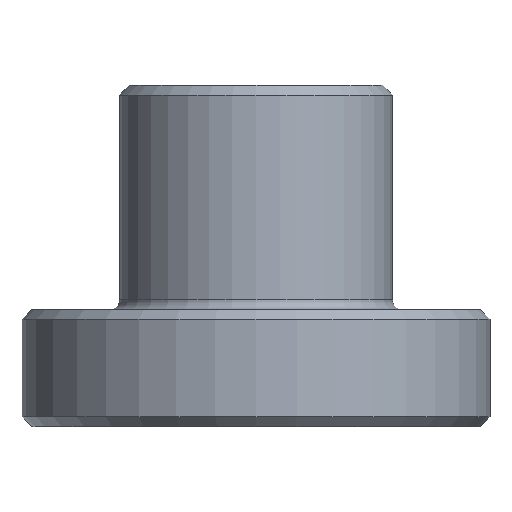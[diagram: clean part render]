
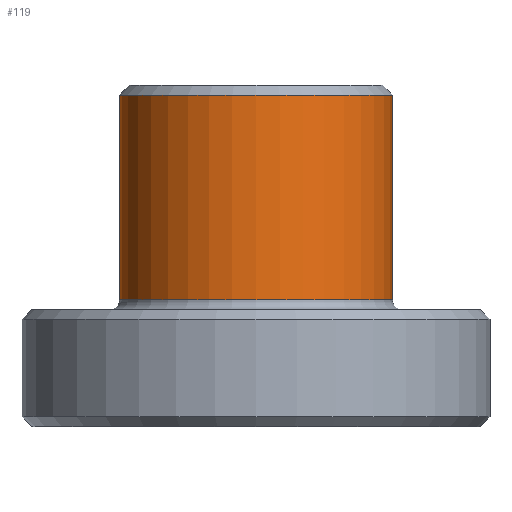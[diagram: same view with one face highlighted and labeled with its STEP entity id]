
A CAD part, front view. The second image highlights one B-rep face of the part: STEP entity #119.
In plain terms, the highlighted cylindrical face has radius 14 mm (diameter 28 mm), a partial arc.
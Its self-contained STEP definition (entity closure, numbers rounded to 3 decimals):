
#4 = DIRECTION ( 'NONE',  ( 0., 0., -1. ) ) ;
#51 = ORIENTED_EDGE ( 'NONE', *, *, #400, .T. ) ;
#59 = AXIS2_PLACEMENT_3D ( 'NONE', #179, #570, #728 ) ;
#92 = VECTOR ( 'NONE', #535, 1000. ) ;
#96 = EDGE_LOOP ( 'NONE', ( #1007, #51, #555, #686 ) ) ;
#119 = ADVANCED_FACE ( 'NONE', ( #653 ), #906, .T. ) ;
#173 = CARTESIAN_POINT ( 'NONE',  ( 0., 0., -45.177 ) ) ;
#174 = AXIS2_PLACEMENT_3D ( 'NONE', #229, #538, #689 ) ;
#179 = CARTESIAN_POINT ( 'NONE',  ( 0., 0., 13. ) ) ;
#221 = CARTESIAN_POINT ( 'NONE',  ( -14., 0., -45.177 ) ) ;
#229 = CARTESIAN_POINT ( 'NONE',  ( 0., 0., 34. ) ) ;
#322 = DIRECTION ( 'NONE',  ( -1., 0., 0. ) ) ;
#335 = VERTEX_POINT ( 'NONE', #861 ) ;
#365 = VERTEX_POINT ( 'NONE', #377 ) ;
#377 = CARTESIAN_POINT ( 'NONE',  ( 14., 0., 13. ) ) ;
#400 = EDGE_CURVE ( 'NONE', #335, #1015, #821, .T. ) ;
#401 = DIRECTION ( 'NONE',  ( 0., 0., -1. ) ) ;
#454 = EDGE_CURVE ( 'NONE', #1015, #736, #943, .T. ) ;
#457 = LINE ( 'NONE', #848, #786 ) ;
#500 = CARTESIAN_POINT ( 'NONE',  ( -14., 0., 34. ) ) ;
#509 = EDGE_CURVE ( 'NONE', #736, #365, #939, .T. ) ;
#535 = DIRECTION ( 'NONE',  ( 0., 0., -1. ) ) ;
#538 = DIRECTION ( 'NONE',  ( 0., 0., -1. ) ) ;
#555 = ORIENTED_EDGE ( 'NONE', *, *, #454, .T. ) ;
#570 = DIRECTION ( 'NONE',  ( 0., 0., 1. ) ) ;
#653 = FACE_OUTER_BOUND ( 'NONE', #96, .T. ) ;
#686 = ORIENTED_EDGE ( 'NONE', *, *, #509, .T. ) ;
#689 = DIRECTION ( 'NONE',  ( 1., 0., 0. ) ) ;
#728 = DIRECTION ( 'NONE',  ( 1., 0., 0. ) ) ;
#736 = VERTEX_POINT ( 'NONE', #740 ) ;
#740 = CARTESIAN_POINT ( 'NONE',  ( -14., 0., 13. ) ) ;
#771 = EDGE_CURVE ( 'NONE', #335, #365, #457, .T. ) ;
#786 = VECTOR ( 'NONE', #4, 1000. ) ;
#800 = AXIS2_PLACEMENT_3D ( 'NONE', #173, #401, #322 ) ;
#821 = CIRCLE ( 'NONE', #174, 14. ) ;
#848 = CARTESIAN_POINT ( 'NONE',  ( 14., 0., -45.177 ) ) ;
#861 = CARTESIAN_POINT ( 'NONE',  ( 14., 0., 34. ) ) ;
#906 = CYLINDRICAL_SURFACE ( 'NONE', #800, 14. ) ;
#939 = CIRCLE ( 'NONE', #59, 14. ) ;
#943 = LINE ( 'NONE', #221, #92 ) ;
#1007 = ORIENTED_EDGE ( 'NONE', *, *, #771, .F. ) ;
#1015 = VERTEX_POINT ( 'NONE', #500 ) ;
